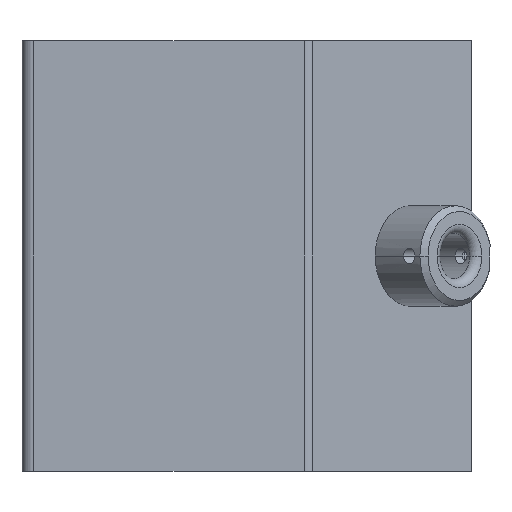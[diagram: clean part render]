
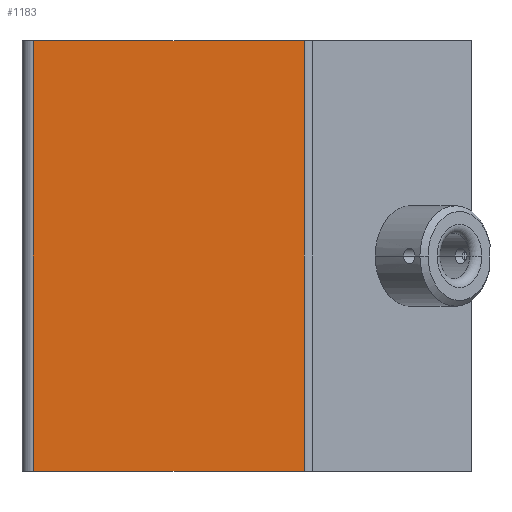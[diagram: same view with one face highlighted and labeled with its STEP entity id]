
A CAD part, front view. The second image highlights one B-rep face of the part: STEP entity #1183.
In plain terms, the highlighted planar face has unit normal (0, -1, 0).
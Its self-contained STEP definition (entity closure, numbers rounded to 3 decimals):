
#3 = CARTESIAN_POINT ( 'NONE',  ( -50., 0., 75. ) ) ;
#22 = CARTESIAN_POINT ( 'NONE',  ( 48.343, 0., -75. ) ) ;
#29 = CARTESIAN_POINT ( 'NONE',  ( -50., 0., 75. ) ) ;
#96 = DIRECTION ( 'NONE',  ( -1., 0., 0. ) ) ;
#134 = AXIS2_PLACEMENT_3D ( 'NONE', #3, #156, #290 ) ;
#156 = DIRECTION ( 'NONE',  ( 0., -1., 0. ) ) ;
#221 = VECTOR ( 'NONE', #1388, 1000. ) ;
#269 = EDGE_CURVE ( 'NONE', #1082, #878, #1394, .T. ) ;
#290 = DIRECTION ( 'NONE',  ( 1., 0., 0. ) ) ;
#314 = CARTESIAN_POINT ( 'NONE',  ( 48.343, 0., 75. ) ) ;
#344 = ORIENTED_EDGE ( 'NONE', *, *, #269, .F. ) ;
#415 = VECTOR ( 'NONE', #1090, 1000. ) ;
#445 = EDGE_CURVE ( 'NONE', #878, #1636, #1764, .T. ) ;
#456 = VERTEX_POINT ( 'NONE', #744 ) ;
#690 = DIRECTION ( 'NONE',  ( -1., 0., 0. ) ) ;
#744 = CARTESIAN_POINT ( 'NONE',  ( -46., 0., 75. ) ) ;
#769 = VECTOR ( 'NONE', #96, 1000. ) ;
#780 = VECTOR ( 'NONE', #690, 1000. ) ;
#789 = EDGE_LOOP ( 'NONE', ( #1570, #344, #923, #1334 ) ) ;
#800 = CARTESIAN_POINT ( 'NONE',  ( 48.343, 0., 75. ) ) ;
#878 = VERTEX_POINT ( 'NONE', #22 ) ;
#923 = ORIENTED_EDGE ( 'NONE', *, *, #1753, .T. ) ;
#983 = PLANE ( 'NONE',  #134 ) ;
#1082 = VERTEX_POINT ( 'NONE', #314 ) ;
#1090 = DIRECTION ( 'NONE',  ( 0., 0., -1. ) ) ;
#1109 = EDGE_CURVE ( 'NONE', #456, #1636, #1613, .T. ) ;
#1132 = CARTESIAN_POINT ( 'NONE',  ( -46., 0., -75. ) ) ;
#1183 = ADVANCED_FACE ( 'NONE', ( #1458 ), #983, .T. ) ;
#1334 = ORIENTED_EDGE ( 'NONE', *, *, #1109, .T. ) ;
#1388 = DIRECTION ( 'NONE',  ( 0., 0., -1. ) ) ;
#1394 = LINE ( 'NONE', #800, #415 ) ;
#1458 = FACE_OUTER_BOUND ( 'NONE', #789, .T. ) ;
#1570 = ORIENTED_EDGE ( 'NONE', *, *, #445, .F. ) ;
#1613 = LINE ( 'NONE', #1671, #221 ) ;
#1636 = VERTEX_POINT ( 'NONE', #1132 ) ;
#1671 = CARTESIAN_POINT ( 'NONE',  ( -46., 0., 75. ) ) ;
#1695 = LINE ( 'NONE', #29, #780 ) ;
#1741 = CARTESIAN_POINT ( 'NONE',  ( -50., 0., -75. ) ) ;
#1753 = EDGE_CURVE ( 'NONE', #1082, #456, #1695, .T. ) ;
#1764 = LINE ( 'NONE', #1741, #769 ) ;
